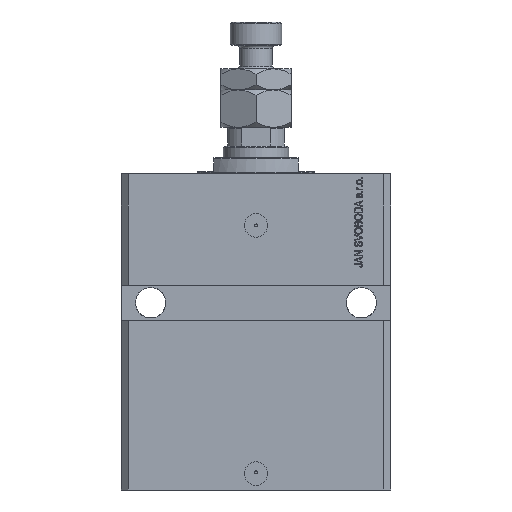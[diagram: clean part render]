
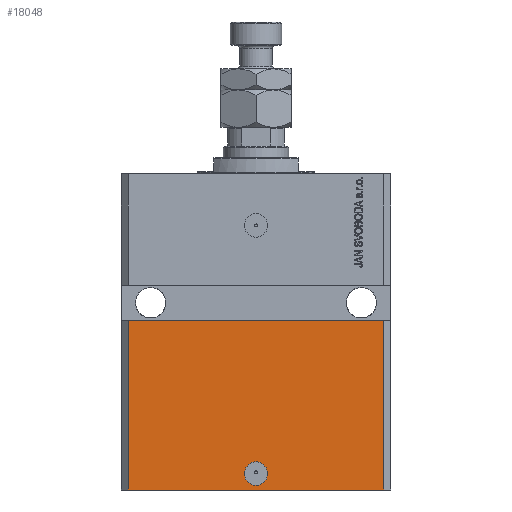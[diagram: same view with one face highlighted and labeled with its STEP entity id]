
A CAD part, front view. The second image highlights one B-rep face of the part: STEP entity #18048.
In plain terms, the highlighted planar face has unit normal (0, -1, 0).
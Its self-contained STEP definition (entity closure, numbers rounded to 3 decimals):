
#499 = VERTEX_POINT ( 'NONE', #36718 ) ;
#1494 = DIRECTION ( 'NONE',  ( 0., -1., 0. ) ) ;
#2262 = VERTEX_POINT ( 'NONE', #27358 ) ;
#2692 = EDGE_LOOP ( 'NONE', ( #16749, #21831 ) ) ;
#3036 = LINE ( 'NONE', #15402, #10445 ) ;
#4493 = EDGE_CURVE ( 'NONE', #46043, #27523, #38313, .T. ) ;
#4968 = EDGE_LOOP ( 'NONE', ( #18081, #10798, #20096, #33595 ) ) ;
#6915 = CARTESIAN_POINT ( 'NONE',  ( -54.5, -45., -135. ) ) ;
#10050 = VECTOR ( 'NONE', #40646, 1000. ) ;
#10281 = FACE_BOUND ( 'NONE', #2692, .T. ) ;
#10445 = VECTOR ( 'NONE', #46766, 1000. ) ;
#10798 = ORIENTED_EDGE ( 'NONE', *, *, #34413, .F. ) ;
#12486 = CIRCLE ( 'NONE', #37949, 5. ) ;
#13389 = DIRECTION ( 'NONE',  ( 0., -1., 0. ) ) ;
#13400 = VERTEX_POINT ( 'NONE', #25449 ) ;
#14406 = PLANE ( 'NONE',  #16103 ) ;
#14925 = VECTOR ( 'NONE', #49037, 1000. ) ;
#15091 = EDGE_CURVE ( 'NONE', #2262, #499, #3036, .T. ) ;
#15402 = CARTESIAN_POINT ( 'NONE',  ( -57.5, -45., -62.5 ) ) ;
#15979 = VECTOR ( 'NONE', #26484, 1000. ) ;
#16103 = AXIS2_PLACEMENT_3D ( 'NONE', #48626, #13389, #25230 ) ;
#16151 = CARTESIAN_POINT ( 'NONE',  ( -54.5, -45., -135. ) ) ;
#16749 = ORIENTED_EDGE ( 'NONE', *, *, #50555, .F. ) ;
#18048 = ADVANCED_FACE ( 'NONE', ( #10281, #33961 ), #14406, .T. ) ;
#18081 = ORIENTED_EDGE ( 'NONE', *, *, #15091, .F. ) ;
#20096 = ORIENTED_EDGE ( 'NONE', *, *, #4493, .T. ) ;
#20614 = AXIS2_PLACEMENT_3D ( 'NONE', #48567, #1494, #44454 ) ;
#21458 = CIRCLE ( 'NONE', #20614, 5. ) ;
#21831 = ORIENTED_EDGE ( 'NONE', *, *, #48209, .F. ) ;
#22026 = LINE ( 'NONE', #40569, #14925 ) ;
#25230 = DIRECTION ( 'NONE',  ( 1., 0., 0. ) ) ;
#25449 = CARTESIAN_POINT ( 'NONE',  ( 5., -45., -128. ) ) ;
#25737 = CARTESIAN_POINT ( 'NONE',  ( 0., -45., -128. ) ) ;
#26233 = DIRECTION ( 'NONE',  ( 1., 0., 0. ) ) ;
#26484 = DIRECTION ( 'NONE',  ( 1., 0., 0. ) ) ;
#27358 = CARTESIAN_POINT ( 'NONE',  ( -54.5, -45., -62.5 ) ) ;
#27523 = VERTEX_POINT ( 'NONE', #39830 ) ;
#28824 = LINE ( 'NONE', #44488, #10050 ) ;
#30254 = VERTEX_POINT ( 'NONE', #34234 ) ;
#33595 = ORIENTED_EDGE ( 'NONE', *, *, #39284, .T. ) ;
#33961 = FACE_OUTER_BOUND ( 'NONE', #4968, .T. ) ;
#34234 = CARTESIAN_POINT ( 'NONE',  ( -5., -45., -128. ) ) ;
#34413 = EDGE_CURVE ( 'NONE', #46043, #2262, #22026, .T. ) ;
#36718 = CARTESIAN_POINT ( 'NONE',  ( 54.5, -45., -62.5 ) ) ;
#37949 = AXIS2_PLACEMENT_3D ( 'NONE', #25737, #44748, #26233 ) ;
#38313 = LINE ( 'NONE', #6915, #15979 ) ;
#39284 = EDGE_CURVE ( 'NONE', #27523, #499, #28824, .T. ) ;
#39830 = CARTESIAN_POINT ( 'NONE',  ( 54.5, -45., -135. ) ) ;
#40569 = CARTESIAN_POINT ( 'NONE',  ( -54.5, -45., -135. ) ) ;
#40646 = DIRECTION ( 'NONE',  ( 0., 0., 1. ) ) ;
#44454 = DIRECTION ( 'NONE',  ( 1., 0., 0. ) ) ;
#44488 = CARTESIAN_POINT ( 'NONE',  ( 54.5, -45., -135. ) ) ;
#44748 = DIRECTION ( 'NONE',  ( 0., -1., 0. ) ) ;
#46043 = VERTEX_POINT ( 'NONE', #16151 ) ;
#46766 = DIRECTION ( 'NONE',  ( 1., 0., 0. ) ) ;
#48209 = EDGE_CURVE ( 'NONE', #30254, #13400, #21458, .T. ) ;
#48567 = CARTESIAN_POINT ( 'NONE',  ( 0., -45., -128. ) ) ;
#48626 = CARTESIAN_POINT ( 'NONE',  ( -54.5, -45., -135. ) ) ;
#49037 = DIRECTION ( 'NONE',  ( 0., 0., 1. ) ) ;
#50555 = EDGE_CURVE ( 'NONE', #13400, #30254, #12486, .T. ) ;
